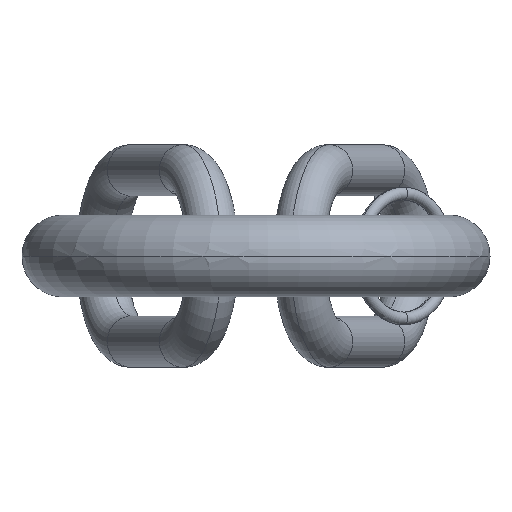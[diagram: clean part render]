
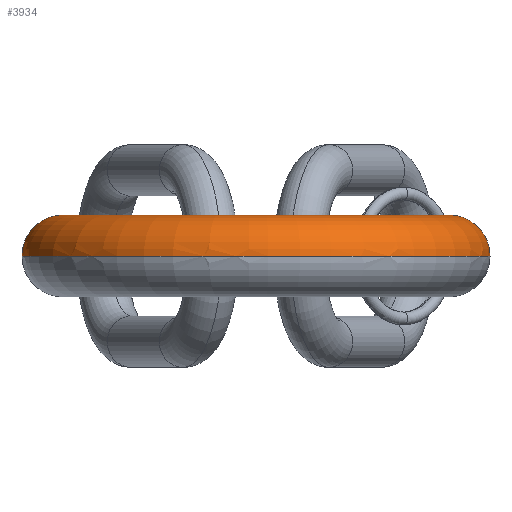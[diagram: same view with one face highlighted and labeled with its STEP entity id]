
A CAD part, left-side view. The second image highlights one B-rep face of the part: STEP entity #3934.
In plain terms, the highlighted toroidal (fillet/blend) face has major radius 120.5 mm and minor radius 25.5 mm.
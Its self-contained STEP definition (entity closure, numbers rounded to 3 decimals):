
#892=CARTESIAN_POINT('',(-160.,120.5,0.));
#893=DIRECTION('',(-1.,0.,0.));
#894=DIRECTION('',(0.,-1.,0.));
#895=AXIS2_PLACEMENT_3D('',#892,#893,#894);
#910=CARTESIAN_POINT('',(-160.,-120.5,0.));
#911=DIRECTION('',(1.,0.,0.));
#912=DIRECTION('',(0.,1.,0.));
#913=AXIS2_PLACEMENT_3D('',#910,#911,#912);
#915=CARTESIAN_POINT('',(-160.,-146.,0.));
#916=CARTESIAN_POINT('',(-167.281,-146.,0.));
#917=CARTESIAN_POINT('',(-181.841,-144.909,
0.));
#918=CARTESIAN_POINT('',(-203.195,-140.035,
0.));
#919=CARTESIAN_POINT('',(-223.584,-132.033,
0.));
#920=CARTESIAN_POINT('',(-242.552,-121.082,
0.));
#921=CARTESIAN_POINT('',(-259.676,-107.426,
0.));
#922=CARTESIAN_POINT('',(-274.574,-91.37,
0.));
#923=CARTESIAN_POINT('',(-286.912,-73.273,
0.));
#924=CARTESIAN_POINT('',(-296.415,-53.539,
0.));
#925=CARTESIAN_POINT('',(-302.871,-32.609,
0.));
#926=CARTESIAN_POINT('',(-306.136,-10.951,
0.));
#927=CARTESIAN_POINT('',(-306.136,10.951,
0.));
#928=CARTESIAN_POINT('',(-302.871,32.609,
0.));
#929=CARTESIAN_POINT('',(-296.415,53.539,
0.));
#930=CARTESIAN_POINT('',(-286.912,73.273,
0.));
#931=CARTESIAN_POINT('',(-274.574,91.37,
0.));
#932=CARTESIAN_POINT('',(-259.676,107.426,
0.));
#933=CARTESIAN_POINT('',(-242.552,121.082,
0.));
#934=CARTESIAN_POINT('',(-223.584,132.033,
0.));
#935=CARTESIAN_POINT('',(-203.195,140.035,
0.));
#936=CARTESIAN_POINT('',(-181.841,144.909,
0.));
#937=CARTESIAN_POINT('',(-167.281,146.,0.));
#938=CARTESIAN_POINT('',(-160.,146.,0.));
#940=CARTESIAN_POINT('',(-160.,95.,0.));
#941=CARTESIAN_POINT('',(-165.236,95.,0.));
#942=CARTESIAN_POINT('',(-175.708,94.132,
0.));
#943=CARTESIAN_POINT('',(-190.987,90.263,
0.));
#944=CARTESIAN_POINT('',(-205.421,83.932,
0.));
#945=CARTESIAN_POINT('',(-218.617,75.311,
0.));
#946=CARTESIAN_POINT('',(-230.213,64.636,
0.));
#947=CARTESIAN_POINT('',(-239.894,52.197,0.));
#948=CARTESIAN_POINT('',(-247.396,38.335,0.));
#949=CARTESIAN_POINT('',(-252.514,23.428,0.));
#950=CARTESIAN_POINT('',(-255.108,7.881,0.));
#951=CARTESIAN_POINT('',(-255.108,-7.881,0.));
#952=CARTESIAN_POINT('',(-252.514,-23.428,0.));
#953=CARTESIAN_POINT('',(-247.396,-38.335,0.));
#954=CARTESIAN_POINT('',(-239.894,-52.197,0.));
#955=CARTESIAN_POINT('',(-230.213,-64.636,
0.));
#956=CARTESIAN_POINT('',(-218.617,-75.311,
0.));
#957=CARTESIAN_POINT('',(-205.421,-83.932,
0.));
#958=CARTESIAN_POINT('',(-190.987,-90.263,
0.));
#959=CARTESIAN_POINT('',(-175.708,-94.132,
0.));
#960=CARTESIAN_POINT('',(-165.236,-95.,0.));
#961=CARTESIAN_POINT('',(-160.,-95.,0.));
#2813=CARTESIAN_POINT('',(-160.,146.,0.));
#2815=VERTEX_POINT('',#2813);
#2818=CARTESIAN_POINT('',(-160.,95.,0.));
#2820=VERTEX_POINT('',#2818);
#2821=VERTEX_POINT('',#915);
#2822=VERTEX_POINT('',#961);
#3921=CARTESIAN_POINT('',(-160.,0.,0.));
#3922=DIRECTION('',(0.,0.,-1.));
#3923=DIRECTION('',(0.,1.,0.));
#3924=AXIS2_PLACEMENT_3D('',#3921,#3922,#3923);
#3925=TOROIDAL_SURFACE('',#3924,120.5,25.5);
#3926=ORIENTED_EDGE('',*,*,#3517,.T.);
#3928=ORIENTED_EDGE('',*,*,#3927,.T.);
#3929=ORIENTED_EDGE('',*,*,#3911,.F.);
#3931=ORIENTED_EDGE('',*,*,#3930,.T.);
#3932=EDGE_LOOP('',(#3926,#3928,#3929,#3931));
#3933=FACE_OUTER_BOUND('',#3932,.F.);
#3934=ADVANCED_FACE('',(#3933),#3925,.T.);
#896=CIRCLE('',#895,25.5);
#914=CIRCLE('',#913,25.5);
#939=B_SPLINE_CURVE_WITH_KNOTS('',3,(#915,#916,#917,#918,#919,#920,#921,#922,
#923,#924,#925,#926,#927,#928,#929,#930,#931,#932,#933,#934,#935,#936,#937,
#938),.UNSPECIFIED.,.F.,.F.,(4,1,1,1,1,1,1,1,1,1,1,1,1,1,1,1,1,1,1,1,1,4),(0.,
0.048,0.095,0.143,0.19,
0.238,0.286,0.333,0.381,
0.429,0.476,0.524,0.571,
0.619,0.667,0.714,0.762,
0.81,0.857,0.905,0.952,1.),
.UNSPECIFIED.);
#962=B_SPLINE_CURVE_WITH_KNOTS('',3,(#940,#941,#942,#943,#944,#945,#946,#947,
#948,#949,#950,#951,#952,#953,#954,#955,#956,#957,#958,#959,#960,#961),
.UNSPECIFIED.,.F.,.F.,(4,1,1,1,1,1,1,1,1,1,1,1,1,1,1,1,1,1,1,4),(0.,
0.053,0.105,0.158,0.211,
0.263,0.316,0.368,0.421,
0.474,0.526,0.579,0.632,
0.684,0.737,0.789,0.842,
0.895,0.947,1.),.UNSPECIFIED.);
#3517=EDGE_CURVE('',#2822,#2821,#914,.T.);
#3911=EDGE_CURVE('',#2820,#2815,#896,.T.);
#3927=EDGE_CURVE('',#2821,#2815,#939,.T.);
#3930=EDGE_CURVE('',#2820,#2822,#962,.T.);
